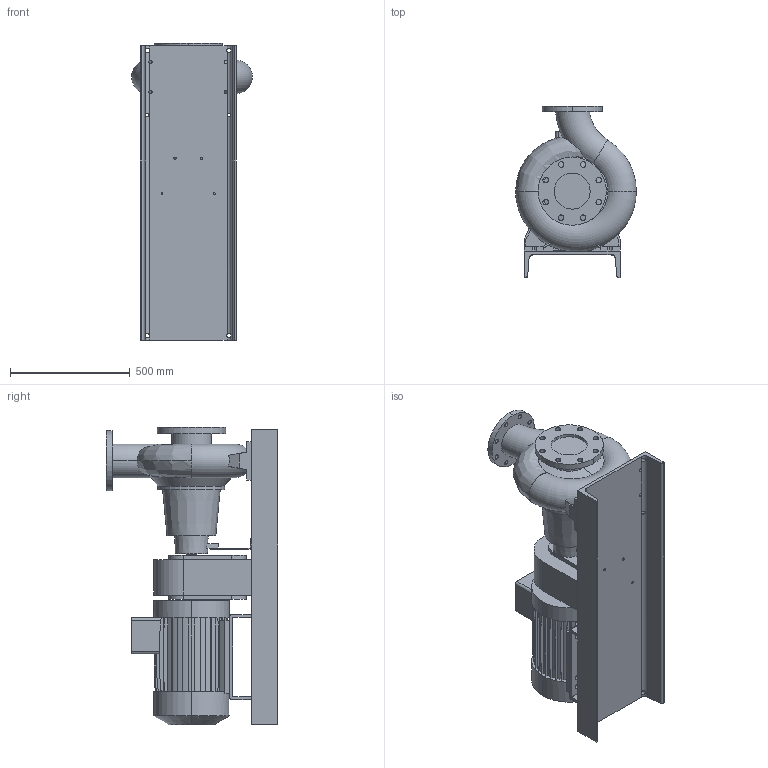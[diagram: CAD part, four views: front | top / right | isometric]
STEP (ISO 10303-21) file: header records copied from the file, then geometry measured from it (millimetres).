
FILE_DESCRIPTION (( 'STEP AP203' ), '1' );
FILE_NAME ('10018071swa00.step', '2023-07-07T12:26:56', ( '' ), ( '' ), 'SwSTEP 2.0', 'SolidWorks 2020', '' );
FILE_SCHEMA (( 'CONFIG_CONTROL_DESIGN' ));
Length unit declared in the file: millimetre
Products named in the file (5): 10012573swp00_400; 10018072swp00_160M L 2-6; 10018097swp00_MCG 15 N4 125-250 160; 10017783swp00_125-250; 10018071swa00
Assembly tree (4 placements, depth 2):
  10018071swa00
    10017783swp00_125-250
    10018097swp00_MCG 15 N4 125-250 160
    10018072swp00_160M L 2-6
    10012573swp00_400
Bounding box: 503.82 x 715 x 1241 mm (x, y, z)
Volume: 108576574.6 mm3; surface area: 4524638.2 mm2
Topology: 5 solids, 5 shells, 576 faces, 1657 edges, 1099 vertices
Faces by surface type: plane 381, cylinder 178, cone 10, torus 5, bspline 2
Entity records: 21638 total; most frequent: CARTESIAN_POINT 5617, ORIENTED_EDGE 3314, DIRECTION 3132, EDGE_CURVE 1657, LINE 1200, VECTOR 1200, VERTEX_POINT 1099, AXIS2_PLACEMENT_3D 966
